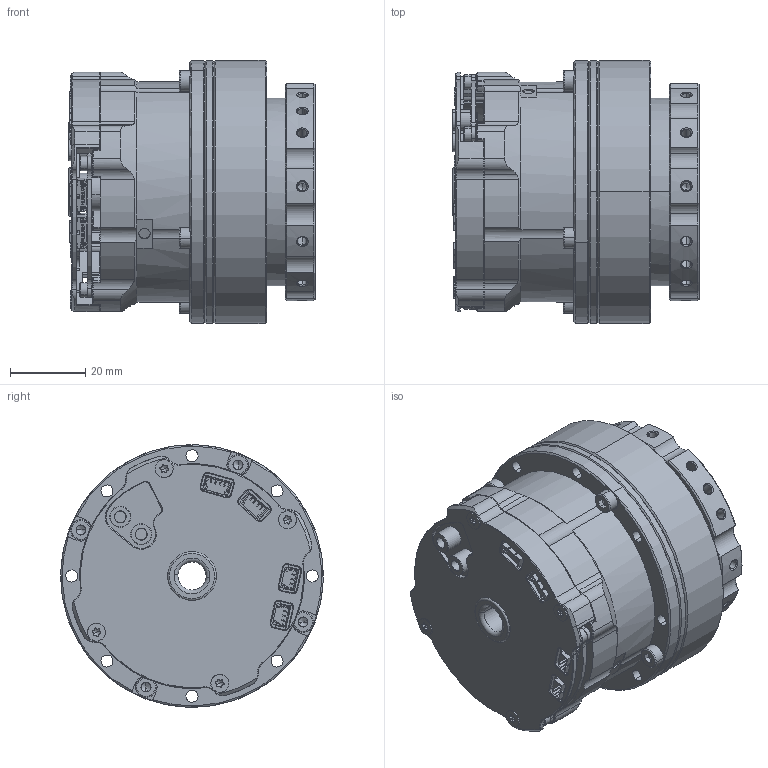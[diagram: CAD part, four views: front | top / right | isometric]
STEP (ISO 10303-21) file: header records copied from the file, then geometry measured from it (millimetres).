
FILE_DESCRIPTION (( 'STEP AP203' ), '1' );
FILE_NAME ('CM.1.1.6.1 Joint.STEP', '2023-11-10T17:50:30', ( '' ), ( '' ), 'SwSTEP 2.0', 'SolidWorks 2022', '' );
FILE_SCHEMA (( 'CONFIG_CONTROL_DESIGN' ));
Length unit declared in the file: metre
Products named in the file (1): CM.1.1.6.1 Joint
Bounding box: 65.72 x 70 x 70 mm (x, y, z)
Volume: 178590.4 mm3; surface area: 42380.1 mm2
Topology: 1 solids, 39 shells, 2671 faces, 6982 edges, 4364 vertices
Faces by surface type: plane 1467, cylinder 760, cone 367, torus 75, bspline 2
Entity records: 83694 total; most frequent: CARTESIAN_POINT 17280, DIRECTION 13976, ORIENTED_EDGE 13784, EDGE_CURVE 6892, AXIS2_PLACEMENT_3D 4771, VECTOR 4434, LINE 4434, VERTEX_POINT 4364
